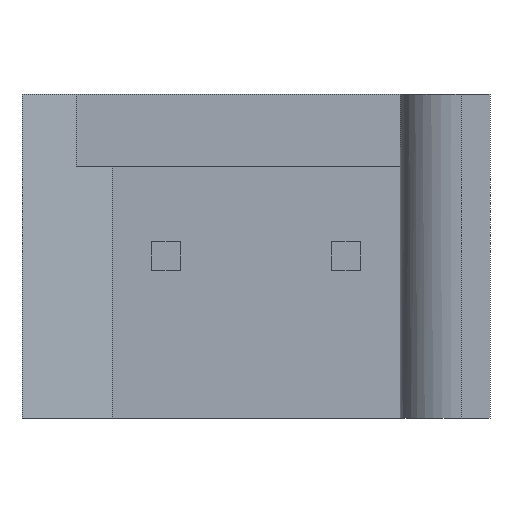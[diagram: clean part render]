
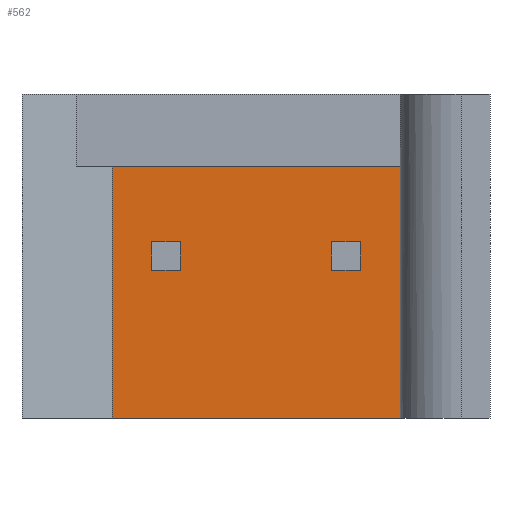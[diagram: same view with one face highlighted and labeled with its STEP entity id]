
A CAD part, front view. The second image highlights one B-rep face of the part: STEP entity #562.
In plain terms, the highlighted planar face has unit normal (0, -1, 0).
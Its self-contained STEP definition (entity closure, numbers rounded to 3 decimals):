
#183=DIRECTION('',(-1.,0.,0.));
#184=VECTOR('',#183,8.);
#185=CARTESIAN_POINT('',(4.001,-10.749,-2.));
#186=LINE('',#185,#184);
#187=DIRECTION('',(0.,0.,-1.));
#188=VECTOR('',#187,7.);
#189=CARTESIAN_POINT('',(4.001,-10.749,-2.));
#190=LINE('',#189,#188);
#191=DIRECTION('',(0.,0.,-1.));
#192=VECTOR('',#191,0.8);
#193=CARTESIAN_POINT('',(2.1,-10.749,-4.1));
#194=LINE('',#193,#192);
#195=DIRECTION('',(1.,0.,0.));
#196=VECTOR('',#195,0.8);
#197=CARTESIAN_POINT('',(2.1,-10.749,-4.9));
#198=LINE('',#197,#196);
#199=DIRECTION('',(0.,0.,1.));
#200=VECTOR('',#199,0.8);
#201=CARTESIAN_POINT('',(2.9,-10.749,-4.9));
#202=LINE('',#201,#200);
#203=DIRECTION('',(-1.,0.,0.));
#204=VECTOR('',#203,0.8);
#205=CARTESIAN_POINT('',(2.9,-10.749,-4.1));
#206=LINE('',#205,#204);
#207=DIRECTION('',(-1.,0.,0.));
#208=VECTOR('',#207,0.8);
#209=CARTESIAN_POINT('',(-2.1,-10.749,-4.1));
#210=LINE('',#209,#208);
#211=DIRECTION('',(0.,0.,-1.));
#212=VECTOR('',#211,0.8);
#213=CARTESIAN_POINT('',(-2.9,-10.749,-4.1));
#214=LINE('',#213,#212);
#215=DIRECTION('',(1.,0.,0.));
#216=VECTOR('',#215,0.8);
#217=CARTESIAN_POINT('',(-2.9,-10.749,-4.9));
#218=LINE('',#217,#216);
#219=DIRECTION('',(0.,0.,1.));
#220=VECTOR('',#219,0.8);
#221=CARTESIAN_POINT('',(-2.1,-10.749,-4.9));
#222=LINE('',#221,#220);
#244=DIRECTION('',(0.,0.,-1.));
#245=VECTOR('',#244,7.);
#246=CARTESIAN_POINT('',(-3.999,-10.749,-2.));
#247=LINE('',#246,#245);
#272=DIRECTION('',(-1.,0.,0.));
#273=VECTOR('',#272,8.);
#274=CARTESIAN_POINT('',(4.001,-10.749,-9.));
#275=LINE('',#274,#273);
#381=CARTESIAN_POINT('',(-3.999,-10.749,-9.));
#383=VERTEX_POINT('',#381);
#385=CARTESIAN_POINT('',(4.001,-10.749,-9.));
#386=VERTEX_POINT('',#385);
#403=CARTESIAN_POINT('',(-3.999,-10.749,-2.));
#405=VERTEX_POINT('',#403);
#407=CARTESIAN_POINT('',(4.001,-10.749,-2.));
#408=VERTEX_POINT('',#407);
#425=CARTESIAN_POINT('',(2.1,-10.749,-4.1));
#426=CARTESIAN_POINT('',(2.1,-10.749,-4.9));
#427=VERTEX_POINT('',#425);
#428=VERTEX_POINT('',#426);
#429=CARTESIAN_POINT('',(2.9,-10.749,-4.9));
#430=VERTEX_POINT('',#429);
#431=CARTESIAN_POINT('',(2.9,-10.749,-4.1));
#432=VERTEX_POINT('',#431);
#433=CARTESIAN_POINT('',(-2.1,-10.749,-4.1));
#434=CARTESIAN_POINT('',(-2.9,-10.749,-4.1));
#435=VERTEX_POINT('',#433);
#436=VERTEX_POINT('',#434);
#437=CARTESIAN_POINT('',(-2.9,-10.749,-4.9));
#438=VERTEX_POINT('',#437);
#439=CARTESIAN_POINT('',(-2.1,-10.749,-4.9));
#440=VERTEX_POINT('',#439);
#528=CARTESIAN_POINT('',(4.001,-10.749,0.));
#529=DIRECTION('',(0.,1.,0.));
#530=DIRECTION('',(-1.,0.,0.));
#531=AXIS2_PLACEMENT_3D('',#528,#529,#530);
#532=PLANE('',#531);
#534=ORIENTED_EDGE('',*,*,#533,.F.);
#535=ORIENTED_EDGE('',*,*,#515,.T.);
#537=ORIENTED_EDGE('',*,*,#536,.T.);
#539=ORIENTED_EDGE('',*,*,#538,.F.);
#540=EDGE_LOOP('',(#534,#535,#537,#539));
#541=FACE_OUTER_BOUND('',#540,.F.);
#543=ORIENTED_EDGE('',*,*,#542,.T.);
#545=ORIENTED_EDGE('',*,*,#544,.T.);
#547=ORIENTED_EDGE('',*,*,#546,.T.);
#549=ORIENTED_EDGE('',*,*,#548,.T.);
#550=EDGE_LOOP('',(#543,#545,#547,#549));
#551=FACE_BOUND('',#550,.F.);
#553=ORIENTED_EDGE('',*,*,#552,.T.);
#555=ORIENTED_EDGE('',*,*,#554,.T.);
#557=ORIENTED_EDGE('',*,*,#556,.T.);
#559=ORIENTED_EDGE('',*,*,#558,.T.);
#560=EDGE_LOOP('',(#553,#555,#557,#559));
#561=FACE_BOUND('',#560,.F.);
#515=EDGE_CURVE('',#408,#386,#190,.T.);
#533=EDGE_CURVE('',#408,#405,#186,.T.);
#536=EDGE_CURVE('',#386,#383,#275,.T.);
#538=EDGE_CURVE('',#405,#383,#247,.T.);
#542=EDGE_CURVE('',#427,#428,#194,.T.);
#544=EDGE_CURVE('',#428,#430,#198,.T.);
#546=EDGE_CURVE('',#430,#432,#202,.T.);
#548=EDGE_CURVE('',#432,#427,#206,.T.);
#552=EDGE_CURVE('',#435,#436,#210,.T.);
#554=EDGE_CURVE('',#436,#438,#214,.T.);
#556=EDGE_CURVE('',#438,#440,#218,.T.);
#558=EDGE_CURVE('',#440,#435,#222,.T.);
#562=ADVANCED_FACE('',(#541,#551,#561),#532,.F.);
